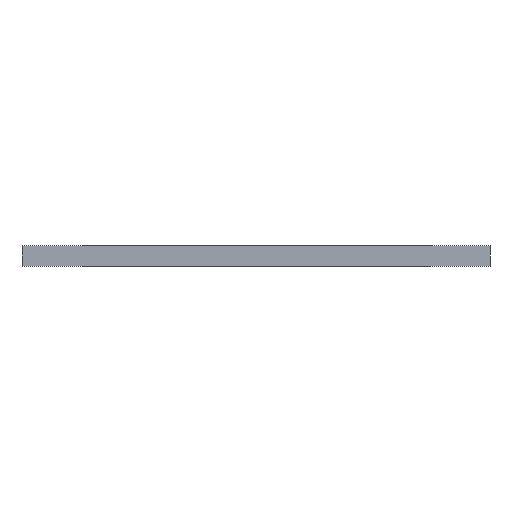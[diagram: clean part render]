
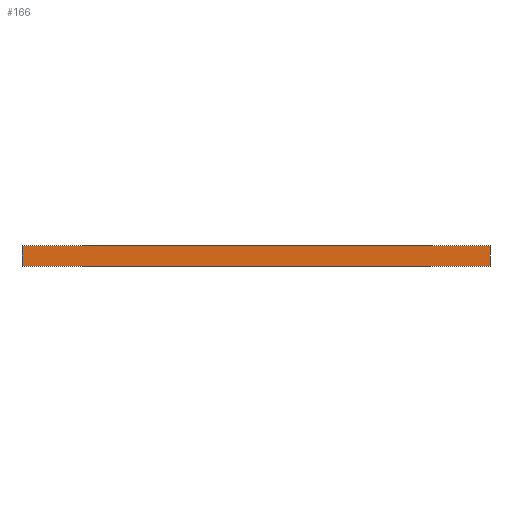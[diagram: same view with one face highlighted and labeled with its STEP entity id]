
A CAD part, front view. The second image highlights one B-rep face of the part: STEP entity #166.
In plain terms, the highlighted planar face has unit normal (0, -1, 0).
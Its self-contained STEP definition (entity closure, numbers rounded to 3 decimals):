
#102 = CARTESIAN_POINT ( 'NONE',  ( -15., -22.5, -0.65 ) ) ;
#117 = LINE ( 'NONE', #2637, #1821 ) ;
#166 = ADVANCED_FACE ( 'NONE', ( #301 ), #3390, .F. ) ;
#178 = DIRECTION ( 'NONE',  ( -1., 0., 0. ) ) ;
#301 = FACE_OUTER_BOUND ( 'NONE', #2439, .T. ) ;
#348 = DIRECTION ( 'NONE',  ( 1., 0., 0. ) ) ;
#467 = EDGE_CURVE ( 'NONE', #3820, #2282, #117, .T. ) ;
#679 = CARTESIAN_POINT ( 'NONE',  ( 15., -22.5, 0.65 ) ) ;
#692 = EDGE_CURVE ( 'NONE', #1203, #3820, #2889, .T. ) ;
#1203 = VERTEX_POINT ( 'NONE', #1751 ) ;
#1295 = LINE ( 'NONE', #1890, #4060 ) ;
#1311 = DIRECTION ( 'NONE',  ( 1., 0., 0. ) ) ;
#1347 = CARTESIAN_POINT ( 'NONE',  ( 15., -22.5, -0.65 ) ) ;
#1628 = EDGE_CURVE ( 'NONE', #1203, #1680, #3914, .T. ) ;
#1680 = VERTEX_POINT ( 'NONE', #3616 ) ;
#1751 = CARTESIAN_POINT ( 'NONE',  ( -15., -22.5, 0.65 ) ) ;
#1821 = VECTOR ( 'NONE', #348, 1000. ) ;
#1890 = CARTESIAN_POINT ( 'NONE',  ( 15., -22.5, 0.65 ) ) ;
#2075 = AXIS2_PLACEMENT_3D ( 'NONE', #2425, #2745, #178 ) ;
#2192 = DIRECTION ( 'NONE',  ( 0., 0., -1. ) ) ;
#2282 = VERTEX_POINT ( 'NONE', #1347 ) ;
#2350 = ORIENTED_EDGE ( 'NONE', *, *, #467, .T. ) ;
#2391 = ORIENTED_EDGE ( 'NONE', *, *, #3179, .F. ) ;
#2417 = DIRECTION ( 'NONE',  ( 0., 0., -1. ) ) ;
#2425 = CARTESIAN_POINT ( 'NONE',  ( 15., -22.5, 0.65 ) ) ;
#2439 = EDGE_LOOP ( 'NONE', ( #2350, #2391, #2533, #3056 ) ) ;
#2533 = ORIENTED_EDGE ( 'NONE', *, *, #1628, .F. ) ;
#2637 = CARTESIAN_POINT ( 'NONE',  ( 15., -22.5, -0.65 ) ) ;
#2745 = DIRECTION ( 'NONE',  ( 0., 1., 0. ) ) ;
#2889 = LINE ( 'NONE', #3690, #3674 ) ;
#3056 = ORIENTED_EDGE ( 'NONE', *, *, #692, .T. ) ;
#3070 = VECTOR ( 'NONE', #1311, 1000. ) ;
#3179 = EDGE_CURVE ( 'NONE', #1680, #2282, #1295, .T. ) ;
#3390 = PLANE ( 'NONE',  #2075 ) ;
#3616 = CARTESIAN_POINT ( 'NONE',  ( 15., -22.5, 0.65 ) ) ;
#3674 = VECTOR ( 'NONE', #2417, 1000. ) ;
#3690 = CARTESIAN_POINT ( 'NONE',  ( -15., -22.5, 0.65 ) ) ;
#3820 = VERTEX_POINT ( 'NONE', #102 ) ;
#3914 = LINE ( 'NONE', #679, #3070 ) ;
#4060 = VECTOR ( 'NONE', #2192, 1000. ) ;
